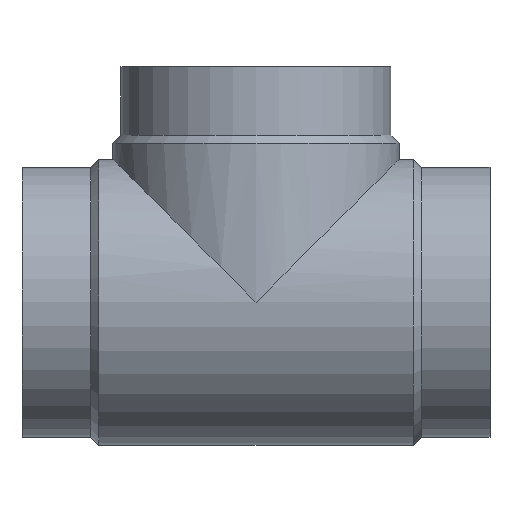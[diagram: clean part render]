
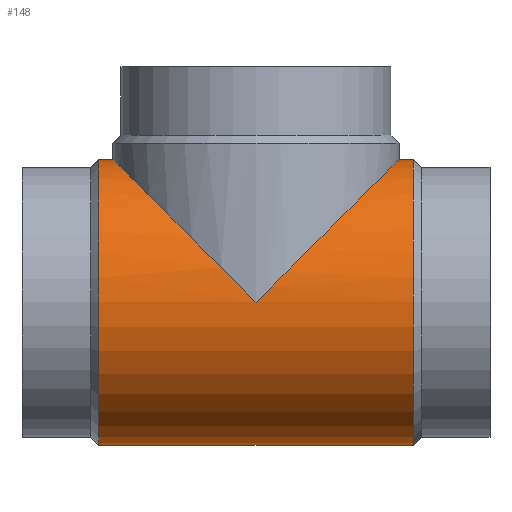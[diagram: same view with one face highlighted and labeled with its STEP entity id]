
A CAD part, top view. The second image highlights one B-rep face of the part: STEP entity #148.
In plain terms, the highlighted cylindrical face has radius 166.85 mm (diameter 333.7 mm), a partial arc.
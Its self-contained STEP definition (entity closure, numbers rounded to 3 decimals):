
#140 = EDGE_CURVE( '', #234, #318, #380, .T. );
#144 = EDGE_CURVE( '', #306, #246, #384, .T. );
#148 = ADVANCED_FACE( '', ( #389 ), #390, .T. );
#206 = VERTEX_POINT( '', #457 );
#210 = EDGE_CURVE( '', #318, #328, #461, .T. );
#234 = VERTEX_POINT( '', #488 );
#246 = VERTEX_POINT( '', #501 );
#250 = EDGE_CURVE( '', #246, #354, #506, .T. );
#270 = EDGE_CURVE( '', #328, #306, #532, .T. );
#294 = EDGE_CURVE( '', #206, #234, #557, .T. );
#306 = VERTEX_POINT( '', #569 );
#312 = EDGE_CURVE( '', #206, #354, #575, .T. );
#318 = VERTEX_POINT( '', #582 );
#328 = VERTEX_POINT( '', #594 );
#354 = VERTEX_POINT( '', #620 );
#380 = CIRCLE( '', #640, 166.85 );
#384 = ELLIPSE( '', #645, 235.962, 166.85 );
#389 = FACE_OUTER_BOUND( '', #650, .T. );
#390 = CYLINDRICAL_SURFACE( '', #651, 166.85 );
#457 = CARTESIAN_POINT( '', ( -456.65, -166.85, 0. ) );
#461 = LINE( '', #736, #737 );
#488 = CARTESIAN_POINT( '', ( -89.35, -166.85, 0. ) );
#501 = CARTESIAN_POINT( '', ( -439.85, 166.85, 0. ) );
#506 = LINE( '', #793, #794 );
#532 = ELLIPSE( '', #826, 235.962, 166.85 );
#557 = LINE( '', #861, #862 );
#569 = CARTESIAN_POINT( '', ( -273., 0., 166.85 ) );
#575 = CIRCLE( '', #891, 166.85 );
#582 = CARTESIAN_POINT( '', ( -89.35, 166.85, 0. ) );
#594 = CARTESIAN_POINT( '', ( -106.15, 166.85, 0. ) );
#620 = CARTESIAN_POINT( '', ( -456.65, 166.85, 0. ) );
#640 = AXIS2_PLACEMENT_3D( '', #962, #963, #964 );
#645 = AXIS2_PLACEMENT_3D( '', #965, #966, #967 );
#650 = EDGE_LOOP( '', ( #978, #979, #980, #981, #982, #983, #984 ) );
#651 = AXIS2_PLACEMENT_3D( '', #985, #986, #987 );
#736 = CARTESIAN_POINT( '', ( -273., 166.85, 0. ) );
#737 = VECTOR( '', #1089, 1. );
#793 = CARTESIAN_POINT( '', ( -273., 166.85, 0. ) );
#794 = VECTOR( '', #1144, 1. );
#826 = AXIS2_PLACEMENT_3D( '', #1192, #1193, #1194 );
#861 = CARTESIAN_POINT( '', ( -273., -166.85, 0. ) );
#862 = VECTOR( '', #1220, 1. );
#891 = AXIS2_PLACEMENT_3D( '', #1231, #1232, #1233 );
#962 = CARTESIAN_POINT( '', ( -89.35, 0., 0. ) );
#963 = DIRECTION( '', ( -1., 0., 0. ) );
#964 = DIRECTION( '', ( 0., 1., 0. ) );
#965 = CARTESIAN_POINT( '', ( -273., 0., 0. ) );
#966 = DIRECTION( '', ( -0.707, -0.707, 0. ) );
#967 = DIRECTION( '', ( 0.707, -0.707, 0. ) );
#978 = ORIENTED_EDGE( '', *, *, #210, .T. );
#979 = ORIENTED_EDGE( '', *, *, #270, .T. );
#980 = ORIENTED_EDGE( '', *, *, #144, .T. );
#981 = ORIENTED_EDGE( '', *, *, #250, .T. );
#982 = ORIENTED_EDGE( '', *, *, #312, .F. );
#983 = ORIENTED_EDGE( '', *, *, #294, .T. );
#984 = ORIENTED_EDGE( '', *, *, #140, .T. );
#985 = CARTESIAN_POINT( '', ( -273., 0., 0. ) );
#986 = DIRECTION( '', ( 1., 0., 0. ) );
#987 = DIRECTION( '', ( 0., 1., 0. ) );
#1089 = DIRECTION( '', ( -1., 0., 0. ) );
#1144 = DIRECTION( '', ( -1., 0., 0. ) );
#1192 = CARTESIAN_POINT( '', ( -273., 0., 0. ) );
#1193 = DIRECTION( '', ( 0.707, -0.707, 0. ) );
#1194 = DIRECTION( '', ( 0.707, 0.707, 0. ) );
#1220 = DIRECTION( '', ( 1., 0., 0. ) );
#1231 = CARTESIAN_POINT( '', ( -456.65, 0., 0. ) );
#1232 = DIRECTION( '', ( -1., 0., 0. ) );
#1233 = DIRECTION( '', ( 0., 1., 0. ) );
